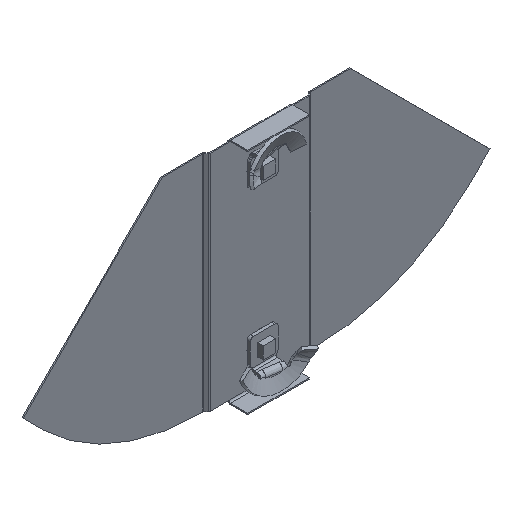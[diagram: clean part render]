
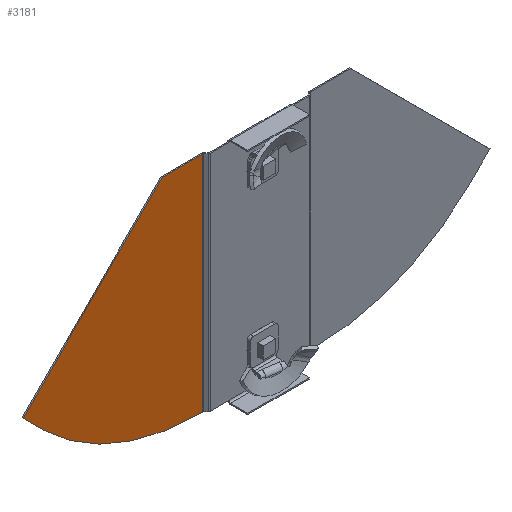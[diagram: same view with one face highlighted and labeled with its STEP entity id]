
A CAD part, isometric view. The second image highlights one B-rep face of the part: STEP entity #3181.
In plain terms, the highlighted planar face has unit normal (0, -1, 0).
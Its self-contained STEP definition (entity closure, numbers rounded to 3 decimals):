
#32 = CARTESIAN_POINT ( 'NONE',  ( -37., -0.75, -145. ) ) ;
#46 = EDGE_CURVE ( 'NONE', #3281, #4148, #4285, .T. ) ;
#47 = CIRCLE ( 'NONE', #3819, 144. ) ;
#153 = ORIENTED_EDGE ( 'NONE', *, *, #434, .F. ) ;
#273 = FACE_OUTER_BOUND ( 'NONE', #4825, .T. ) ;
#434 = EDGE_CURVE ( 'NONE', #1535, #5561, #4014, .T. ) ;
#439 = DIRECTION ( 'NONE',  ( 1., 0., 0. ) ) ;
#541 = DIRECTION ( 'NONE',  ( 0., 0., 1. ) ) ;
#560 = EDGE_CURVE ( 'NONE', #1535, #4148, #3111, .T. ) ;
#910 = CARTESIAN_POINT ( 'NONE',  ( 0., -0.75, -145. ) ) ;
#978 = VERTEX_POINT ( 'NONE', #1102 ) ;
#1102 = CARTESIAN_POINT ( 'NONE',  ( -151.421, -0.75, -90.221 ) ) ;
#1323 = VECTOR ( 'NONE', #4747, 1000. ) ;
#1405 = LINE ( 'NONE', #5251, #1323 ) ;
#1455 = VECTOR ( 'NONE', #5961, 1000. ) ;
#1535 = VERTEX_POINT ( 'NONE', #3219 ) ;
#1731 = EDGE_CURVE ( 'NONE', #978, #3281, #4570, .T. ) ;
#1775 = CARTESIAN_POINT ( 'NONE',  ( -34.8, -0.75, 0. ) ) ;
#2022 = DIRECTION ( 'NONE',  ( 0.707, 0., 0.707 ) ) ;
#2296 = DIRECTION ( 'NONE',  ( 0., 1., 0. ) ) ;
#2328 = CARTESIAN_POINT ( 'NONE',  ( -37., -0.75, -1. ) ) ;
#2395 = VECTOR ( 'NONE', #2022, 1000. ) ;
#2456 = CARTESIAN_POINT ( 'NONE',  ( -61.2, -0.75, 0. ) ) ;
#2544 = VECTOR ( 'NONE', #439, 1000. ) ;
#2806 = PLANE ( 'NONE',  #2846 ) ;
#2846 = AXIS2_PLACEMENT_3D ( 'NONE', #4781, #4881, #4852 ) ;
#2897 = CARTESIAN_POINT ( 'NONE',  ( -61.2, -0.75, 0. ) ) ;
#3111 = LINE ( 'NONE', #5159, #6214 ) ;
#3181 = ADVANCED_FACE ( 'NONE', ( #273 ), #2806, .F. ) ;
#3219 = CARTESIAN_POINT ( 'NONE',  ( -34.8, -0.75, -145. ) ) ;
#3223 = EDGE_CURVE ( 'NONE', #5561, #6593, #47, .T. ) ;
#3281 = VERTEX_POINT ( 'NONE', #2456 ) ;
#3641 = ORIENTED_EDGE ( 'NONE', *, *, #4949, .F. ) ;
#3819 = AXIS2_PLACEMENT_3D ( 'NONE', #2328, #2296, #4347 ) ;
#4014 = LINE ( 'NONE', #910, #1455 ) ;
#4148 = VERTEX_POINT ( 'NONE', #1775 ) ;
#4221 = ORIENTED_EDGE ( 'NONE', *, *, #46, .F. ) ;
#4285 = LINE ( 'NONE', #2897, #2544 ) ;
#4347 = DIRECTION ( 'NONE',  ( 0., 0., 1. ) ) ;
#4378 = ORIENTED_EDGE ( 'NONE', *, *, #3223, .F. ) ;
#4570 = LINE ( 'NONE', #6637, #2395 ) ;
#4747 = DIRECTION ( 'NONE',  ( -0.707, 0., 0.707 ) ) ;
#4781 = CARTESIAN_POINT ( 'NONE',  ( -37., -0.75, -1. ) ) ;
#4825 = EDGE_LOOP ( 'NONE', ( #153, #5526, #4221, #6277, #3641, #4378 ) ) ;
#4852 = DIRECTION ( 'NONE',  ( 0., 0., 1. ) ) ;
#4881 = DIRECTION ( 'NONE',  ( 0., 1., 0. ) ) ;
#4949 = EDGE_CURVE ( 'NONE', #6593, #978, #1405, .T. ) ;
#5159 = CARTESIAN_POINT ( 'NONE',  ( -34.8, -0.75, -1. ) ) ;
#5251 = CARTESIAN_POINT ( 'NONE',  ( -138.056, -0.75, -103.585 ) ) ;
#5526 = ORIENTED_EDGE ( 'NONE', *, *, #560, .T. ) ;
#5561 = VERTEX_POINT ( 'NONE', #32 ) ;
#5961 = DIRECTION ( 'NONE',  ( -1., 0., 0. ) ) ;
#6214 = VECTOR ( 'NONE', #541, 1000. ) ;
#6277 = ORIENTED_EDGE ( 'NONE', *, *, #1731, .F. ) ;
#6417 = CARTESIAN_POINT ( 'NONE',  ( -138.056, -0.75, -103.585 ) ) ;
#6593 = VERTEX_POINT ( 'NONE', #6417 ) ;
#6637 = CARTESIAN_POINT ( 'NONE',  ( -151.421, -0.75, -90.221 ) ) ;
